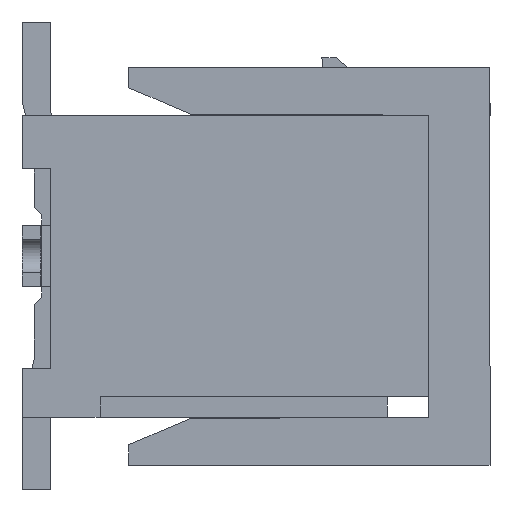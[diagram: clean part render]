
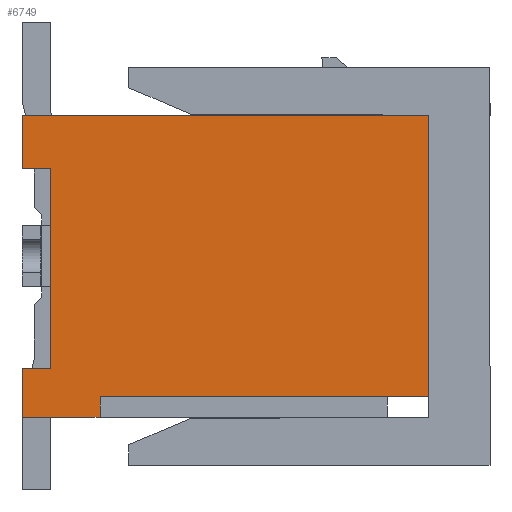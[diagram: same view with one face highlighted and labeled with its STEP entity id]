
A CAD part, left-side view. The second image highlights one B-rep face of the part: STEP entity #6749.
In plain terms, the highlighted planar face has unit normal (-1, 0, 0).
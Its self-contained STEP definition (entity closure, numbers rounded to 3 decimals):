
#777=ORIENTED_EDGE('',*,*,#2566,.F.);
#778=ORIENTED_EDGE('',*,*,#2564,.F.);
#779=ORIENTED_EDGE('',*,*,#2660,.F.);
#780=ORIENTED_EDGE('',*,*,#2661,.F.);
#781=ORIENTED_EDGE('',*,*,#2649,.T.);
#782=ORIENTED_EDGE('',*,*,#2215,.T.);
#783=ORIENTED_EDGE('',*,*,#2662,.T.);
#784=ORIENTED_EDGE('',*,*,#2524,.F.);
#785=ORIENTED_EDGE('',*,*,#2528,.F.);
#786=ORIENTED_EDGE('',*,*,#2465,.F.);
#2215=EDGE_CURVE('',#3203,#3202,#3858,.T.);
#2465=EDGE_CURVE('',#3428,#3429,#4092,.T.);
#2524=EDGE_CURVE('',#3482,#3483,#4151,.T.);
#2528=EDGE_CURVE('',#3429,#3482,#4155,.T.);
#2564=EDGE_CURVE('',#3506,#3500,#4191,.T.);
#2566=EDGE_CURVE('',#3500,#3428,#4192,.T.);
#2649=EDGE_CURVE('',#3567,#3203,#4275,.T.);
#2660=EDGE_CURVE('',#3572,#3506,#4286,.T.);
#2661=EDGE_CURVE('',#3567,#3572,#4287,.T.);
#2662=EDGE_CURVE('',#3202,#3483,#4288,.T.);
#3202=VERTEX_POINT('',#9372);
#3203=VERTEX_POINT('',#9374);
#3428=VERTEX_POINT('',#9885);
#3429=VERTEX_POINT('',#9887);
#3482=VERTEX_POINT('',#10005);
#3483=VERTEX_POINT('',#10007);
#3500=VERTEX_POINT('',#10063);
#3506=VERTEX_POINT('',#10075);
#3567=VERTEX_POINT('',#10230);
#3572=VERTEX_POINT('',#10248);
#3858=LINE('',#9373,#4797);
#4092=LINE('',#9886,#5031);
#4151=LINE('',#10006,#5090);
#4155=LINE('',#10013,#5094);
#4191=LINE('',#10076,#5130);
#4192=LINE('',#10079,#5131);
#4275=LINE('',#10229,#5214);
#4286=LINE('',#10249,#5225);
#4287=LINE('',#10251,#5226);
#4288=LINE('',#10252,#5227);
#4797=VECTOR('',#7567,1000.);
#5031=VECTOR('',#7907,1000.);
#5090=VECTOR('',#7980,1000.);
#5094=VECTOR('',#7986,1000.);
#5130=VECTOR('',#8032,1000.);
#5131=VECTOR('',#8037,1000.);
#5214=VECTOR('',#8134,1000.);
#5225=VECTOR('',#8151,1000.);
#5226=VECTOR('',#8154,1000.);
#5227=VECTOR('',#8155,1000.);
#5746=EDGE_LOOP('',(#777,#778,#779,#780,#781,#782,#783,#784,#785,#786));
#6105=FACE_BOUND('',#5746,.T.);
#6440=PLANE('',#7149);
#6749=ADVANCED_FACE('',(#6105),#6440,.T.);
#7149=AXIS2_PLACEMENT_3D('',#10250,#8152,#8153);
#7567=DIRECTION('',(0.,0.,1.));
#7907=DIRECTION('',(0.,0.,1.));
#7980=DIRECTION('',(0.,0.,1.));
#7986=DIRECTION('',(0.,1.,0.));
#8032=DIRECTION('',(0.,0.,1.));
#8037=DIRECTION('',(0.,-1.,0.));
#8134=DIRECTION('',(0.,-1.,0.));
#8151=DIRECTION('',(0.,1.,0.));
#8152=DIRECTION('',(-1.,0.,0.));
#8153=DIRECTION('',(0.,0.,1.));
#8154=DIRECTION('',(0.,0.,-1.));
#8155=DIRECTION('',(0.,1.,0.));
#9372=CARTESIAN_POINT('',(-9.35,-4.95,3.68));
#9373=CARTESIAN_POINT('',(-9.35,-4.95,-3.68));
#9374=CARTESIAN_POINT('',(-9.35,-4.95,-3.18));
#9885=CARTESIAN_POINT('',(-9.35,4.25,-2.48));
#9886=CARTESIAN_POINT('',(-9.35,4.25,-2.48));
#9887=CARTESIAN_POINT('',(-9.35,4.25,2.37));
#10005=CARTESIAN_POINT('',(-9.35,4.95,2.37));
#10006=CARTESIAN_POINT('',(-9.35,4.95,-3.68));
#10007=CARTESIAN_POINT('',(-9.35,4.95,3.68));
#10013=CARTESIAN_POINT('',(-9.35,4.25,2.37));
#10063=CARTESIAN_POINT('',(-9.35,4.95,-2.48));
#10075=CARTESIAN_POINT('',(-9.35,4.95,-3.68));
#10076=CARTESIAN_POINT('',(-9.35,4.95,-3.68));
#10079=CARTESIAN_POINT('',(-9.35,4.95,-2.48));
#10229=CARTESIAN_POINT('',(-9.35,-4.95,-3.18));
#10230=CARTESIAN_POINT('',(-9.35,3.05,-3.18));
#10248=CARTESIAN_POINT('',(-9.35,3.05,-3.68));
#10249=CARTESIAN_POINT('',(-9.35,-4.95,-3.68));
#10250=CARTESIAN_POINT('',(-9.35,-4.95,-3.68));
#10251=CARTESIAN_POINT('',(-9.35,3.05,-3.18));
#10252=CARTESIAN_POINT('',(-9.35,-4.95,3.68));
